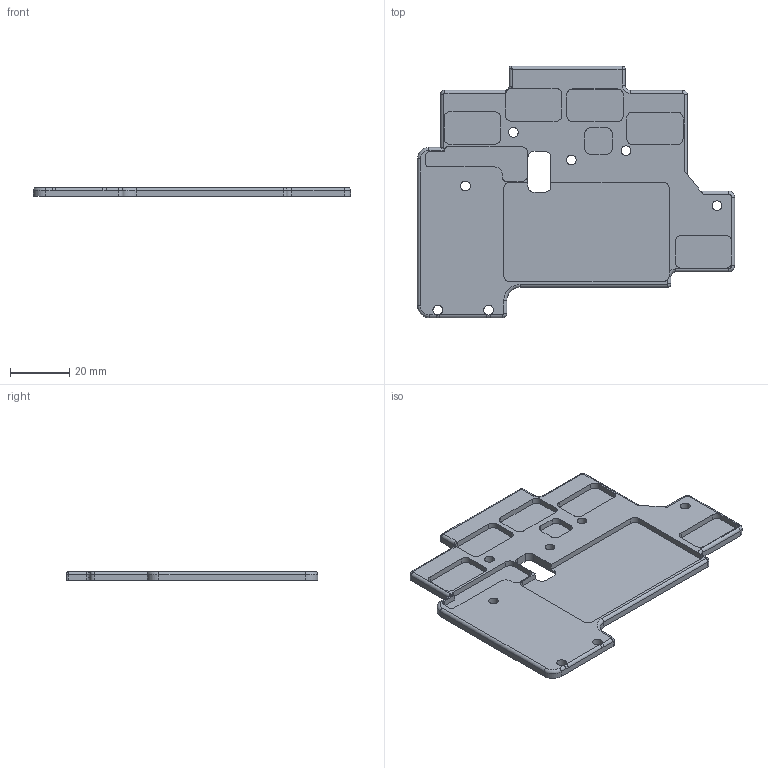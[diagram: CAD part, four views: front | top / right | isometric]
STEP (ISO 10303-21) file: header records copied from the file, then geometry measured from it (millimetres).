
FILE_DESCRIPTION(('FreeCAD Model'),'2;1');
FILE_NAME('Open CASCADE Shape Model','2025-06-10T06:45:30',(''),(''), 'Open CASCADE STEP processor 7.8','FreeCAD','Unknown');
FILE_SCHEMA(('AUTOMOTIVE_DESIGN { 1 0 10303 214 1 1 1 1 }'));
Length unit declared in the file: millimetre
Products named in the file (2): lwr-cvr; Body006
Assembly tree (1 placements, depth 2):
  lwr-cvr
    Body006
Bounding box: 106.91 x 84.79 x 3 mm (x, y, z)
Volume: 13829.3 mm3; surface area: 15941 mm2
Topology: 1 solids, 1 shells, 163 faces, 446 edges, 285 vertices
Faces by surface type: cylinder 79, plane 68, torus 8, revolution 4, bspline 4
Full cylindrical faces by diameter (mm): 3.3 x7
Entity records: 5645 total; most frequent: CARTESIAN_POINT 1360, DIRECTION 910, ORIENTED_EDGE 888, EDGE_CURVE 444, AXIS2_PLACEMENT_3D 322, VERTEX_POINT 285, LINE 262, VECTOR 262
